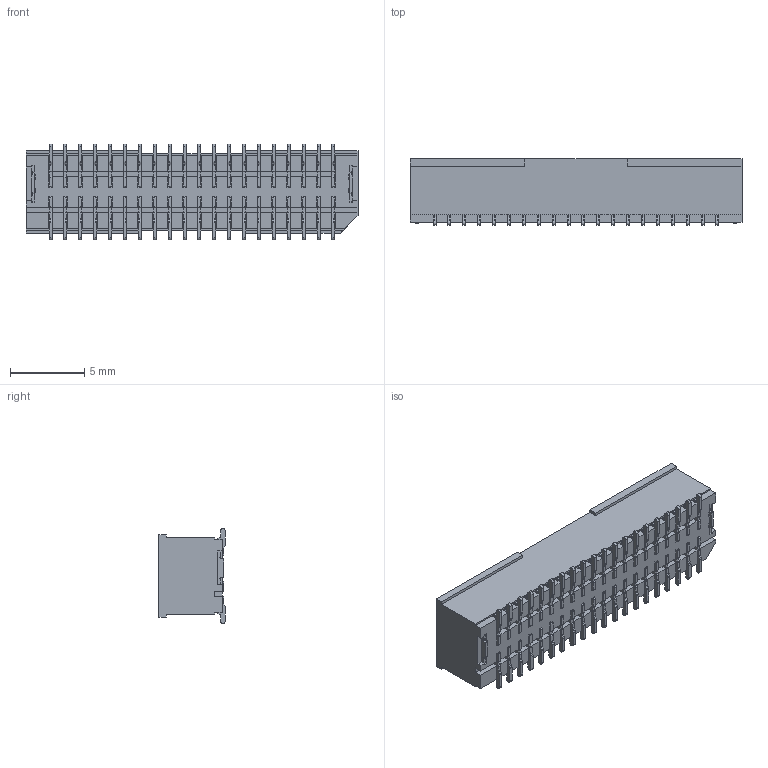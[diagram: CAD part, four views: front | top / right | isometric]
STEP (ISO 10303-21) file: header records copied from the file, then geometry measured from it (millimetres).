
FILE_DESCRIPTION((''),'2;1');
FILE_NAME('WF10003-40P_ASM','2022-04-06T',('工程三'),(''),'PRO/ENGINEER BY PARAMETRIC TECHNOLOGY CORPORATION, 2010280','PRO/ENGINEER BY PARAMETRIC TECHNOLOGY CORPORATION, 2010280','');
FILE_SCHEMA(('CONFIG_CONTROL_DESIGN'));
Products named in the file (1): WF10003-40P_ASM
Bounding box: 22.3 x 4.45 x 6.4 mm (x, y, z)
Volume: 217.4 mm3; surface area: 872.4 mm2
Topology: 1 solids, 41 shells, 2684 faces, 7219 edges, 4698 vertices
Faces by surface type: plane 2088, cylinder 596
Entity records: 83109 total; most frequent: CARTESIAN_POINT 15727, ORIENTED_EDGE 14438, DIRECTION 13280, EDGE_CURVE 7219, VECTOR 5728, LINE 5728, VERTEX_POINT 4698, AXIS2_PLACEMENT_3D 3776
